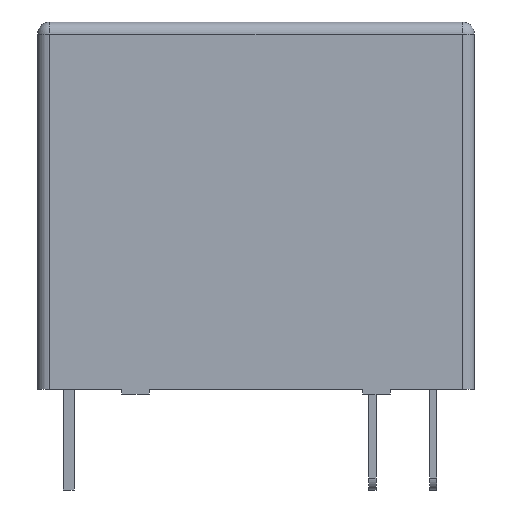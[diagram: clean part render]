
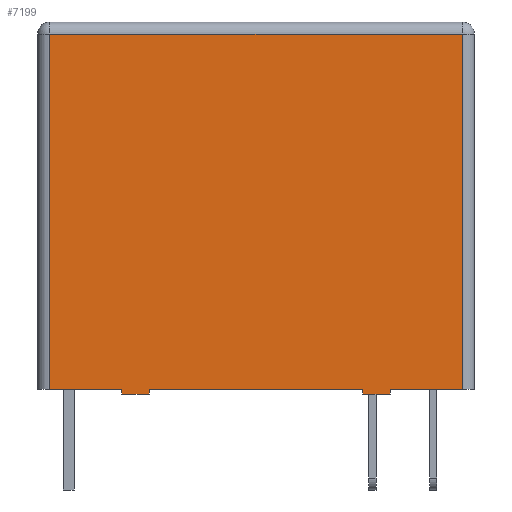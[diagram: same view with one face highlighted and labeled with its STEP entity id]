
A CAD part, front view. The second image highlights one B-rep face of the part: STEP entity #7199.
In plain terms, the highlighted planar face has unit normal (0, -1, 0).
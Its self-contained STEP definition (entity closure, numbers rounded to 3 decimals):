
#512 = VECTOR ( 'NONE', #5247, 1000. ) ;
#708 = CARTESIAN_POINT ( 'NONE',  ( 5.587, -5.1, -0.2 ) ) ;
#962 = VECTOR ( 'NONE', #12873, 1000. ) ;
#1222 = CARTESIAN_POINT ( 'NONE',  ( 5.587, -5.1, -0.2 ) ) ;
#1252 = ORIENTED_EDGE ( 'NONE', *, *, #14937, .T. ) ;
#1331 = VECTOR ( 'NONE', #1971, 1000. ) ;
#1619 = ORIENTED_EDGE ( 'NONE', *, *, #1868, .F. ) ;
#1739 = ORIENTED_EDGE ( 'NONE', *, *, #11514, .T. ) ;
#1787 = EDGE_CURVE ( 'NONE', #15658, #9524, #7025, .T. ) ;
#1868 = EDGE_CURVE ( 'NONE', #10737, #10315, #4096, .T. ) ;
#1971 = DIRECTION ( 'NONE',  ( 1., 0., 0. ) ) ;
#2129 = LINE ( 'NONE', #6787, #1331 ) ;
#2397 = LINE ( 'NONE', #12232, #8429 ) ;
#2473 = CARTESIAN_POINT ( 'NONE',  ( -5.587, -5.1, -0.2 ) ) ;
#2629 = LINE ( 'NONE', #12659, #2925 ) ;
#2925 = VECTOR ( 'NONE', #3835, 1000. ) ;
#3003 = CARTESIAN_POINT ( 'NONE',  ( -9.1, -5.1, 0. ) ) ;
#3027 = DIRECTION ( 'NONE',  ( -1., 0., 0. ) ) ;
#3154 = EDGE_CURVE ( 'NONE', #15352, #9291, #4799, .T. ) ;
#3162 = DIRECTION ( 'NONE',  ( 0., 0., 1. ) ) ;
#3461 = ORIENTED_EDGE ( 'NONE', *, *, #8569, .T. ) ;
#3520 = VECTOR ( 'NONE', #7355, 1000. ) ;
#3666 = ORIENTED_EDGE ( 'NONE', *, *, #7008, .T. ) ;
#3685 = ORIENTED_EDGE ( 'NONE', *, *, #1787, .T. ) ;
#3749 = DIRECTION ( 'NONE',  ( 0., 0., 1. ) ) ;
#3835 = DIRECTION ( 'NONE',  ( 0., 0., 1. ) ) ;
#4081 = VECTOR ( 'NONE', #6781, 1000. ) ;
#4096 = LINE ( 'NONE', #7816, #512 ) ;
#4197 = LINE ( 'NONE', #3003, #962 ) ;
#4342 = EDGE_LOOP ( 'NONE', ( #14749, #3685, #1739, #10911, #4973, #3666, #10662, #1619, #1252, #3461, #10091, #12432 ) ) ;
#4482 = CARTESIAN_POINT ( 'NONE',  ( -4.455, -5.1, -0.2 ) ) ;
#4799 = LINE ( 'NONE', #2473, #14618 ) ;
#4973 = ORIENTED_EDGE ( 'NONE', *, *, #11175, .F. ) ;
#5140 = DIRECTION ( 'NONE',  ( 1., 0., 0. ) ) ;
#5247 = DIRECTION ( 'NONE',  ( 0., 0., 1. ) ) ;
#5427 = CARTESIAN_POINT ( 'NONE',  ( 4.455, -5.1, -0.2 ) ) ;
#5525 = EDGE_CURVE ( 'NONE', #12698, #10315, #8488, .T. ) ;
#5616 = CARTESIAN_POINT ( 'NONE',  ( 8.6, -5.1, 14.8 ) ) ;
#6119 = EDGE_CURVE ( 'NONE', #10253, #15658, #15556, .T. ) ;
#6260 = AXIS2_PLACEMENT_3D ( 'NONE', #15295, #10356, #3162 ) ;
#6781 = DIRECTION ( 'NONE',  ( 0., 0., -1. ) ) ;
#6787 = CARTESIAN_POINT ( 'NONE',  ( 5.587, -5.1, -0.2 ) ) ;
#6964 = CARTESIAN_POINT ( 'NONE',  ( -9.1, -5.1, 14.8 ) ) ;
#7008 = EDGE_CURVE ( 'NONE', #8697, #12698, #12305, .T. ) ;
#7025 = LINE ( 'NONE', #12945, #4081 ) ;
#7199 = ADVANCED_FACE ( 'NONE', ( #11584 ), #15224, .F. ) ;
#7310 = VECTOR ( 'NONE', #14711, 1000. ) ;
#7355 = DIRECTION ( 'NONE',  ( 0., 0., 1. ) ) ;
#7665 = EDGE_CURVE ( 'NONE', #7954, #10253, #2629, .T. ) ;
#7808 = CARTESIAN_POINT ( 'NONE',  ( -8.6, -5.1, 0. ) ) ;
#7816 = CARTESIAN_POINT ( 'NONE',  ( 4.455, -5.1, -0.2 ) ) ;
#7954 = VERTEX_POINT ( 'NONE', #10115 ) ;
#8277 = CARTESIAN_POINT ( 'NONE',  ( -8.6, -5.1, 14.8 ) ) ;
#8323 = DIRECTION ( 'NONE',  ( -1., 0., 0. ) ) ;
#8429 = VECTOR ( 'NONE', #5140, 1000. ) ;
#8488 = LINE ( 'NONE', #9249, #9324 ) ;
#8569 = EDGE_CURVE ( 'NONE', #8967, #9909, #11206, .T. ) ;
#8697 = VERTEX_POINT ( 'NONE', #4482 ) ;
#8914 = VECTOR ( 'NONE', #3027, 1000. ) ;
#8967 = VERTEX_POINT ( 'NONE', #708 ) ;
#9249 = CARTESIAN_POINT ( 'NONE',  ( -9.1, -5.1, 0. ) ) ;
#9291 = VERTEX_POINT ( 'NONE', #13409 ) ;
#9324 = VECTOR ( 'NONE', #10324, 1000. ) ;
#9524 = VERTEX_POINT ( 'NONE', #7808 ) ;
#9909 = VERTEX_POINT ( 'NONE', #11663 ) ;
#10091 = ORIENTED_EDGE ( 'NONE', *, *, #13084, .T. ) ;
#10115 = CARTESIAN_POINT ( 'NONE',  ( 8.6, -5.1, 0. ) ) ;
#10253 = VERTEX_POINT ( 'NONE', #5616 ) ;
#10315 = VERTEX_POINT ( 'NONE', #10858 ) ;
#10324 = DIRECTION ( 'NONE',  ( 1., 0., 0. ) ) ;
#10356 = DIRECTION ( 'NONE',  ( 0., 1., 0. ) ) ;
#10662 = ORIENTED_EDGE ( 'NONE', *, *, #5525, .T. ) ;
#10737 = VERTEX_POINT ( 'NONE', #5427 ) ;
#10858 = CARTESIAN_POINT ( 'NONE',  ( 4.455, -5.1, 0. ) ) ;
#10911 = ORIENTED_EDGE ( 'NONE', *, *, #3154, .F. ) ;
#11175 = EDGE_CURVE ( 'NONE', #8697, #15352, #13041, .T. ) ;
#11206 = LINE ( 'NONE', #1222, #7310 ) ;
#11343 = CARTESIAN_POINT ( 'NONE',  ( -4.455, -5.1, -0.2 ) ) ;
#11514 = EDGE_CURVE ( 'NONE', #9524, #9291, #4197, .T. ) ;
#11584 = FACE_OUTER_BOUND ( 'NONE', #4342, .T. ) ;
#11663 = CARTESIAN_POINT ( 'NONE',  ( 5.587, -5.1, 0. ) ) ;
#11712 = CARTESIAN_POINT ( 'NONE',  ( -5.587, -5.1, -0.2 ) ) ;
#11923 = VECTOR ( 'NONE', #8323, 1000. ) ;
#12232 = CARTESIAN_POINT ( 'NONE',  ( -9.1, -5.1, 0. ) ) ;
#12305 = LINE ( 'NONE', #11343, #3520 ) ;
#12432 = ORIENTED_EDGE ( 'NONE', *, *, #7665, .T. ) ;
#12659 = CARTESIAN_POINT ( 'NONE',  ( 8.6, -5.1, 15.3 ) ) ;
#12698 = VERTEX_POINT ( 'NONE', #14079 ) ;
#12873 = DIRECTION ( 'NONE',  ( 1., 0., 0. ) ) ;
#12945 = CARTESIAN_POINT ( 'NONE',  ( -8.6, -5.1, 15.3 ) ) ;
#13041 = LINE ( 'NONE', #14099, #8914 ) ;
#13084 = EDGE_CURVE ( 'NONE', #9909, #7954, #2397, .T. ) ;
#13409 = CARTESIAN_POINT ( 'NONE',  ( -5.587, -5.1, 0. ) ) ;
#14079 = CARTESIAN_POINT ( 'NONE',  ( -4.455, -5.1, 0. ) ) ;
#14099 = CARTESIAN_POINT ( 'NONE',  ( -5.587, -5.1, -0.2 ) ) ;
#14618 = VECTOR ( 'NONE', #3749, 1000. ) ;
#14711 = DIRECTION ( 'NONE',  ( 0., 0., 1. ) ) ;
#14749 = ORIENTED_EDGE ( 'NONE', *, *, #6119, .T. ) ;
#14937 = EDGE_CURVE ( 'NONE', #10737, #8967, #2129, .T. ) ;
#15224 = PLANE ( 'NONE',  #6260 ) ;
#15295 = CARTESIAN_POINT ( 'NONE',  ( -9.1, -5.1, 15.3 ) ) ;
#15352 = VERTEX_POINT ( 'NONE', #11712 ) ;
#15556 = LINE ( 'NONE', #6964, #11923 ) ;
#15658 = VERTEX_POINT ( 'NONE', #8277 ) ;
